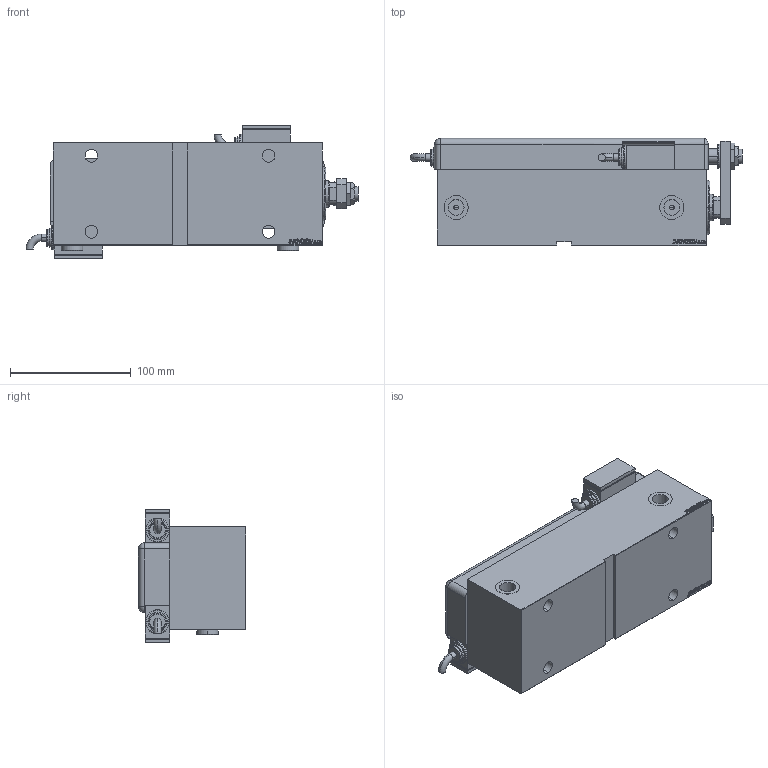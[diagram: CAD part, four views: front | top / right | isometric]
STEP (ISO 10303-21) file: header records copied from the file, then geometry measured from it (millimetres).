
FILE_DESCRIPTION (( 'STEP AP203' ), '1' );
FILE_NAME ('5fd3.STEP', '2025-12-11T10:31:30', ( '' ), ( '' ), 'SwSTEP 2.0', 'SolidWorks 2019', '' );
FILE_SCHEMA (( 'CONFIG_CONTROL_DESIGN' ));
Length unit declared in the file: millimetre
Products named in the file (14): Zatka_OIL_PORT 14d28cc520f9611dfb7014a0aea68668; SWITCH_Q_FRONT_BACK 14d28cc520f9611dfb7014a0aea68668; NUT_D13 14d28cc520f9611dfb7014a0aea68668; TYC 14d28cc520f9611dfb7014a0aea68668; V450CM_VC_B 14d28cc520f9611dfb7014a0aea68668; V450CM_E_VCP 14d28cc520f9611dfb7014a0aea68668; KRYT 14d28cc520f9611dfb7014a0aea68668; V450CM_E_Body 14d28cc520f9611dfb7014a0aea68668; SWITCH DIM A_G 14d28cc520f9611dfb7014a0aea68668; SWITCH Q 14d28cc520f9611dfb7014a0aea68668; 5fd3; NUT_D19 14d28cc520f9611dfb7014a0aea68668; ZARAZKA_Q 14d28cc520f9611dfb7014a0aea68668; MAGNETIC SWITCH Q 14d28cc520f9611dfb7014a0aea68668
Assembly tree (15 placements, depth 3):
  5fd3
    V450CM_E_Body 14d28cc520f9611dfb7014a0aea68668
    V450CM_E_VCP 14d28cc520f9611dfb7014a0aea68668
    V450CM_VC_B 14d28cc520f9611dfb7014a0aea68668
    MAGNETIC SWITCH Q 14d28cc520f9611dfb7014a0aea68668
      SWITCH_Q_FRONT_BACK 14d28cc520f9611dfb7014a0aea68668
      TYC 14d28cc520f9611dfb7014a0aea68668
      ZARAZKA_Q 14d28cc520f9611dfb7014a0aea68668
      SWITCH DIM A_G 14d28cc520f9611dfb7014a0aea68668
      NUT_D19 14d28cc520f9611dfb7014a0aea68668
      NUT_D13 14d28cc520f9611dfb7014a0aea68668
      KRYT 14d28cc520f9611dfb7014a0aea68668
      SWITCH Q 14d28cc520f9611dfb7014a0aea68668  x2
    Zatka_OIL_PORT 14d28cc520f9611dfb7014a0aea68668  x2
Bounding box: 275.46 x 88.8 x 111 mm (x, y, z)
Volume: 1221864.9 mm3; surface area: 229607.5 mm2
Topology: 15 solids, 15 shells, 1296 faces, 3272 edges, 2155 vertices
Faces by surface type: plane 652, bspline 471, cylinder 123, cone 26, torus 22, sphere 2
Entity records: 60122 total; most frequent: CARTESIAN_POINT 31696, ORIENTED_EDGE 6268, DIRECTION 4020, EDGE_CURVE 3134, VERTEX_POINT 2071, LINE 1882, VECTOR 1882, EDGE_LOOP 1413
